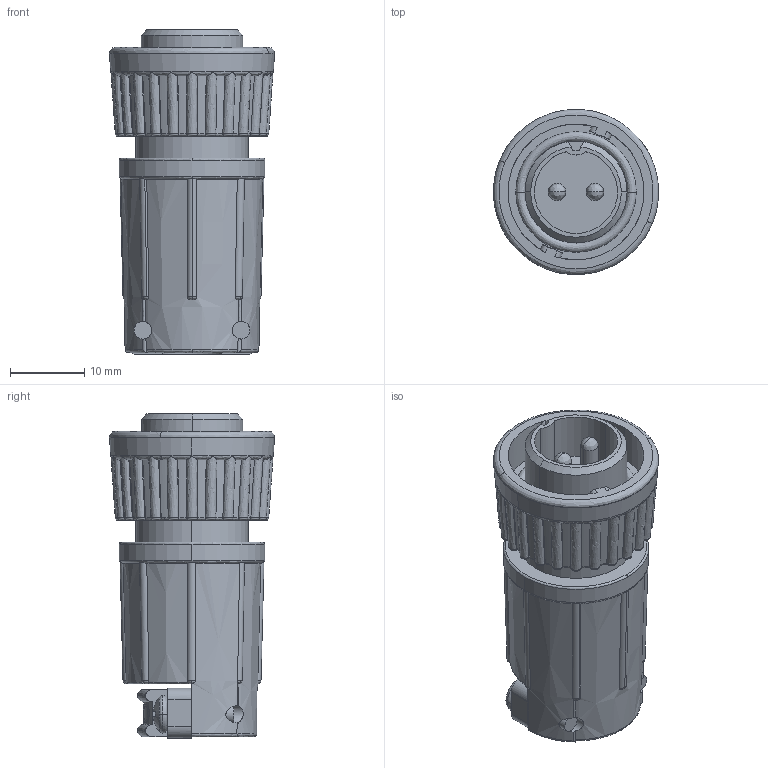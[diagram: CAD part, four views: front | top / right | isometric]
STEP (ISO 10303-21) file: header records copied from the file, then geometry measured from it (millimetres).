
FILE_DESCRIPTION (( 'STEP AP203' ), '1' );
FILE_NAME ('3182-2PG-515.STEP', '2016-09-27T21:17:56', ( '' ), ( '' ), 'SwSTEP 2.0', 'SolidWorks 2014', '' );
FILE_SCHEMA (( 'CONFIG_CONTROL_DESIGN' ));
Length unit declared in the file: inch
Products named in the file (1): 3182-2PG-515
Bounding box: 22.22 x 22.21 x 43.63 mm (x, y, z)
Volume: 9872.1 mm3; surface area: 5046.1 mm2
Topology: 1 solids, 1 shells, 418 faces, 1169 edges, 762 vertices
Faces by surface type: bspline 175, plane 145, cylinder 57, cone 41
Entity records: 19721 total; most frequent: CARTESIAN_POINT 10768, ORIENTED_EDGE 2326, DIRECTION 1296, EDGE_CURVE 1163, VERTEX_POINT 762, AXIS2_PLACEMENT_3D 521, B_SPLINE_CURVE_WITH_KNOTS 473, EDGE_LOOP 435
